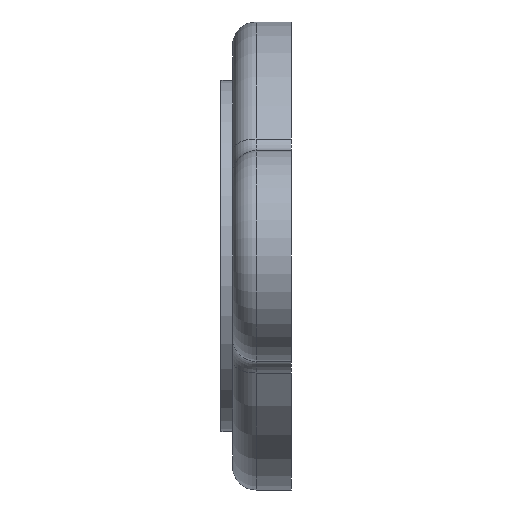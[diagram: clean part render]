
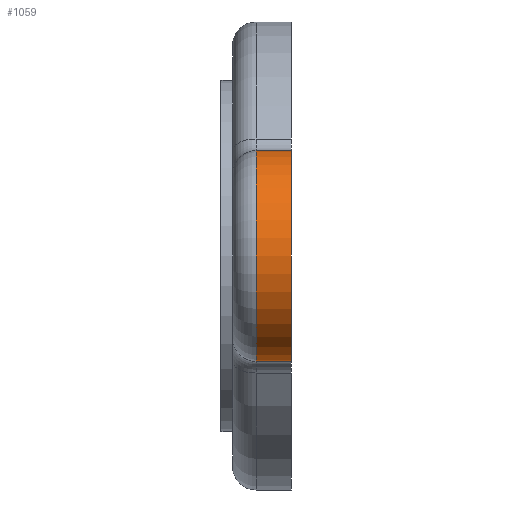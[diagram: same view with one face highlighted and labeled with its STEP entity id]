
A CAD part, left-side view. The second image highlights one B-rep face of the part: STEP entity #1059.
In plain terms, the highlighted cylindrical face has radius 4.5 mm (diameter 9 mm), a partial arc.
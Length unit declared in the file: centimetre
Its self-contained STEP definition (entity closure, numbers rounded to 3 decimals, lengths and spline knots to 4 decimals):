
#4 = DIRECTION ( 'NONE',  ( 0., 1., 0. ) ) ;
#22 = FACE_OUTER_BOUND ( 'NONE', #268, .T. ) ;
#23 = VECTOR ( 'NONE', #350, 100. ) ;
#52 = CARTESIAN_POINT ( 'NONE',  ( -1.5, 0.15, 0. ) ) ;
#78 = CARTESIAN_POINT ( 'NONE',  ( -1.5, 0., -0.45 ) ) ;
#91 = VERTEX_POINT ( 'NONE', #825 ) ;
#93 = ORIENTED_EDGE ( 'NONE', *, *, #222, .F. ) ;
#116 = DIRECTION ( 'NONE',  ( 0., -1., 0. ) ) ;
#129 = DIRECTION ( 'NONE',  ( 0., -1., 0. ) ) ;
#222 = EDGE_CURVE ( 'NONE', #319, #91, #836, .T. ) ;
#237 = DIRECTION ( 'NONE',  ( 0., -1., 0. ) ) ;
#254 = CARTESIAN_POINT ( 'NONE',  ( -1.5, 0.15, -0.45 ) ) ;
#268 = EDGE_LOOP ( 'NONE', ( #93, #590, #636, #551 ) ) ;
#274 = AXIS2_PLACEMENT_3D ( 'NONE', #1064, #129, #546 ) ;
#319 = VERTEX_POINT ( 'NONE', #673 ) ;
#350 = DIRECTION ( 'NONE',  ( 0., -1., 0. ) ) ;
#355 = AXIS2_PLACEMENT_3D ( 'NONE', #52, #116, #714 ) ;
#444 = LINE ( 'NONE', #1030, #23 ) ;
#450 = EDGE_CURVE ( 'NONE', #870, #827, #444, .T. ) ;
#529 = AXIS2_PLACEMENT_3D ( 'NONE', #762, #4, #849 ) ;
#546 = DIRECTION ( 'NONE',  ( 0., 0., -1. ) ) ;
#551 = ORIENTED_EDGE ( 'NONE', *, *, #858, .T. ) ;
#584 = VECTOR ( 'NONE', #237, 100. ) ;
#590 = ORIENTED_EDGE ( 'NONE', *, *, #685, .T. ) ;
#596 = CIRCLE ( 'NONE', #355, 0.45 ) ;
#636 = ORIENTED_EDGE ( 'NONE', *, *, #450, .T. ) ;
#673 = CARTESIAN_POINT ( 'NONE',  ( -1.5, 0.15, 0.45 ) ) ;
#685 = EDGE_CURVE ( 'NONE', #319, #870, #596, .T. ) ;
#714 = DIRECTION ( 'NONE',  ( 0., 0., 1. ) ) ;
#750 = CARTESIAN_POINT ( 'NONE',  ( -1.5, 0.25, 0.45 ) ) ;
#762 = CARTESIAN_POINT ( 'NONE',  ( -1.5, 0., 0. ) ) ;
#817 = CYLINDRICAL_SURFACE ( 'NONE', #274, 0.45 ) ;
#825 = CARTESIAN_POINT ( 'NONE',  ( -1.5, 0., 0.45 ) ) ;
#827 = VERTEX_POINT ( 'NONE', #78 ) ;
#836 = LINE ( 'NONE', #750, #584 ) ;
#849 = DIRECTION ( 'NONE',  ( 0., 0., 1. ) ) ;
#858 = EDGE_CURVE ( 'NONE', #827, #91, #948, .T. ) ;
#870 = VERTEX_POINT ( 'NONE', #254 ) ;
#948 = CIRCLE ( 'NONE', #529, 0.45 ) ;
#1030 = CARTESIAN_POINT ( 'NONE',  ( -1.5, 0.25, -0.45 ) ) ;
#1059 = ADVANCED_FACE ( 'NONE', ( #22 ), #817, .T. ) ;
#1064 = CARTESIAN_POINT ( 'NONE',  ( -1.5, 0.25, 0. ) ) ;
